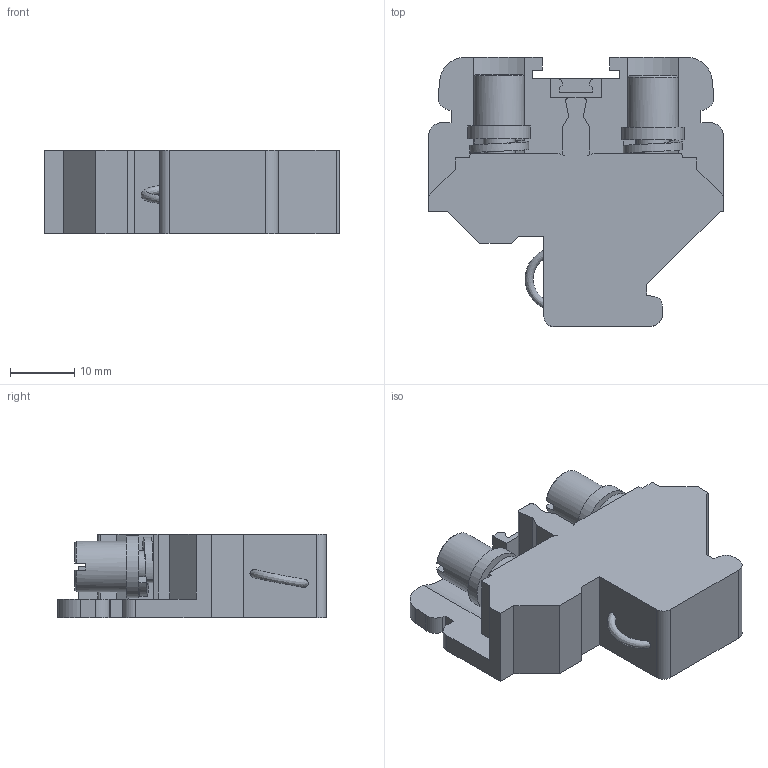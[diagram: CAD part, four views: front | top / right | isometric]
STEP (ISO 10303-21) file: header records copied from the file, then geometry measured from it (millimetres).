
FILE_DESCRIPTION(/* description */ ('Unknown'),/* implementation_level */ '2;1');
FILE_NAME(/* name */ 'CATM5NV_3D_SOLID',/* time_stamp */ '2025-03-07T15:25:19+06:00',/* author */ ('Unknown'),/* organization */ ('Unknown'),/* preprocessor_version */ 'ST-DEVELOPER v16.7',/* originating_system */ 'Solid Edge',/* authorisation */ 'Unknown');
FILE_SCHEMA (('AUTOMOTIVE_DESIGN {1 0 10303 214 3 1 1}'));
Length unit declared in the file: millimetre
Products named in the file (1): CATM5NV_3D_SOLID
Bounding box: 46 x 42 x 13 mm (x, y, z)
Volume: 13517 mm3; surface area: 6311.5 mm2
Topology: 1 solids, 1 shells, 142 faces, 409 edges, 274 vertices
Faces by surface type: plane 96, cylinder 31, cone 10, bspline 5
Full cylindrical faces by diameter (mm): 5 x4, 7.9 x2, 9.75 x2
Entity records: 5900 total; most frequent: CARTESIAN_POINT 1245, ORIENTED_EDGE 780, DIRECTION 714, EDGE_CURVE 390, LINE 272, VECTOR 272, VERTEX_POINT 266, AXIS2_PLACEMENT_3D 221
